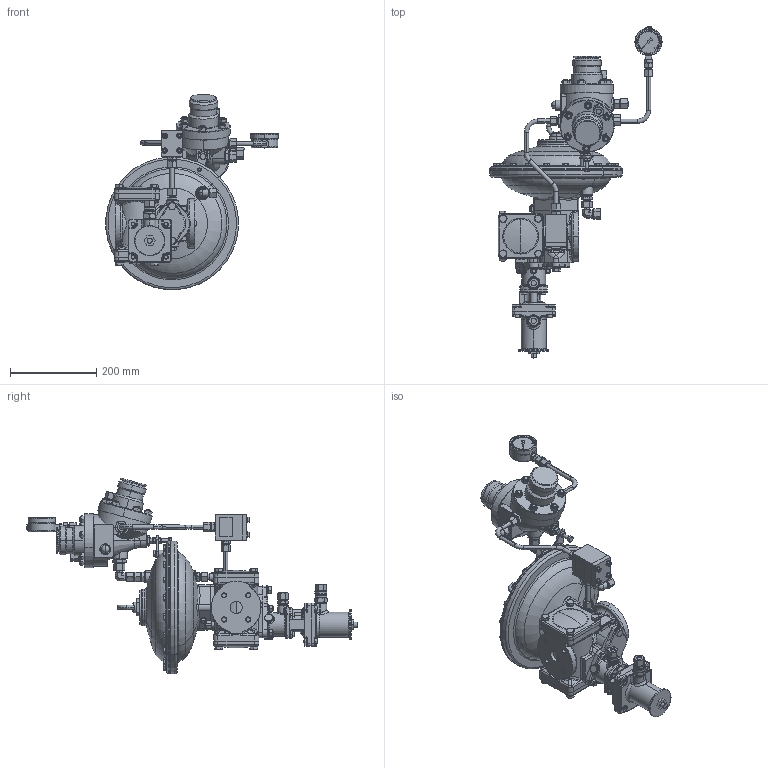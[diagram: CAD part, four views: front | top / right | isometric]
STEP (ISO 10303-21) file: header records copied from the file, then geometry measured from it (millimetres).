
FILE_DESCRIPTION (( 'STEP AP214' ), '1' );
FILE_NAME ('HON372_DN25_DN25_class150_610_673_R_RE1;K1a;K2a.STEP', '2021-10-07T08:28:19', ( '' ), ( '' ), 'SwSTEP 2.0', 'SolidWorks 2019', '' );
FILE_SCHEMA (( 'AUTOMOTIVE_DESIGN' ));
Length unit declared in the file: millimetre
Products named in the file (1): HON372_DN25_DN25_class150_610_673_R_RE1;K1a;K2a
Bounding box: 399.09 x 769.1 x 452.36 mm (x, y, z)
Volume: 11307256.2 mm3; surface area: 703177.3 mm2
Topology: 1 solids, 1 shells, 3805 faces, 8841 edges, 5242 vertices
Faces by surface type: plane 1409, cone 920, cylinder 878, bspline 284, torus 267, sphere 47
Entity records: 130438 total; most frequent: CARTESIAN_POINT 44087, ORIENTED_EDGE 17554, DIRECTION 16576, EDGE_CURVE 8777, AXIS2_PLACEMENT_3D 6833, VERTEX_POINT 5240, EDGE_LOOP 4091, ADVANCED_FACE 3805
